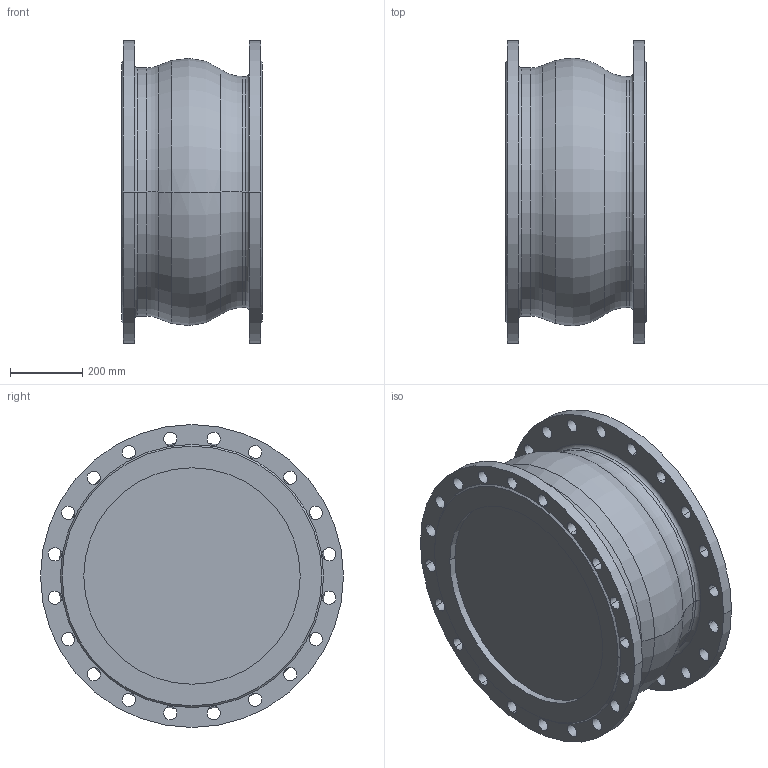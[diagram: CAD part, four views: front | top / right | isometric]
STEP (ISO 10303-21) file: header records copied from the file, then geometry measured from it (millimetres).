
FILE_DESCRIPTION((''),'2;1');
FILE_NAME('0D176393','2014-12-16T',('aspaegele'),(''),'PRO/ENGINEER BY PARAMETRIC TECHNOLOGY CORPORATION, 2010040','PRO/ENGINEER BY PARAMETRIC TECHNOLOGY CORPORATION, 2010040','');
FILE_SCHEMA(('AUTOMOTIVE_DESIGN_CC2 { 1 2 10303 214 -1 1 5 2 }'));
Length unit declared in the file: millimetre
Products named in the file (1): 0D176393
Bounding box: 390 x 840 x 840 mm (x, y, z)
Volume: 148289344.7 mm3; surface area: 2543741.3 mm2
Topology: 1 solids, 1 shells, 116 faces, 310 edges, 202 vertices
Faces by surface type: cylinder 92, torus 10, plane 8, cone 4, bspline 2
Entity records: 5526 total; most frequent: DIRECTION 752, CARTESIAN_POINT 682, COLOUR_RGB 629, ORIENTED_EDGE 620, AXIS2_PLACEMENT_3D 328, PRESENTATION_STYLE_ASSIGNMENT 311, STYLED_ITEM 311, CURVE_STYLE 310
